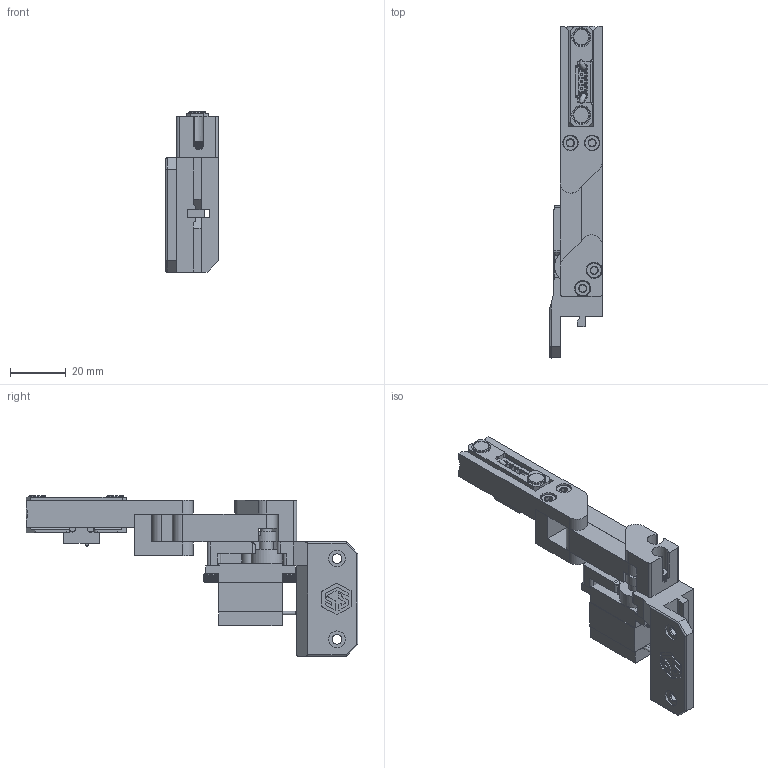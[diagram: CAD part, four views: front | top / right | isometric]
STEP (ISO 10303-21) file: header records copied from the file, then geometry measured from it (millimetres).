
FILE_DESCRIPTION(/* description */ (''),/* implementation_level */ '2;1');
FILE_NAME(/* name */ 'SlideSwipe Assembly.step',/* time_stamp */ '2022-06-03T15:59:51-04:00',/* author */ (''),/* organization */ (''),/* preprocessor_version */ 'ST-DEVELOPER v19',/* originating_system */ 'Autodesk Translation Framework v11.7.0.108',/* authorisation */ '');
FILE_SCHEMA (('AUTOMOTIVE_DESIGN { 1 0 10303 214 3 1 1 }'));
Length unit declared in the file: millimetre
Products named in the file (20): (Unsaved); Arm1; Arm2; Probe; Wire2; Wire1; JST-XH 5-Pin (1); Omron_D2F_F-1; ProbeCarrier; ProbeCarrierBottom; ProbeCarrierTop; 6x3 Magnet; RailMount; RailMountSide; RailMountTop; 91290A111_NO THREADS_Alloy Steel Socket Head Screw; 7mm 4x2 PTFE Tube; 16mm 4x2 PTFE Tube; MG90s; Servo Arm
Assembly tree (29 placements, depth 3):
  (Unsaved)
    Arm1
    Arm2
    Probe
      6x3 Magnet  x2
      91290A111_NO THREADS_Alloy Steel Socket Head Screw
      Wire2
      Wire1
      JST-XH 5-Pin (1)
      Omron_D2F_F-1
    ProbeCarrier
      ProbeCarrierBottom
      ProbeCarrierTop
      91290A111_NO THREADS_Alloy Steel Socket Head Screw  x2
      6x3 Magnet
      16mm 4x2 PTFE Tube  x2
    RailMount
      RailMountSide
      RailMountTop
      91290A111_NO THREADS_Alloy Steel Socket Head Screw  x4
      7mm 4x2 PTFE Tube
      16mm 4x2 PTFE Tube
    MG90s
      Servo Arm
Bounding box: 18.8 x 119.15 x 57.5 mm (x, y, z)
Volume: 33942.7 mm3; surface area: 25773.2 mm2
Topology: 30 solids, 30 shells, 3721 faces, 8725 edges, 5749 vertices
Faces by surface type: plane 3347, cylinder 210, cone 102, bspline 56, torus 6
Full cylindrical faces by diameter (mm): 1 x6, 1.167 x3, 1.6 x5, 1.7 x2, 2 x5, 2.1 x2, 2.2 x1, 2.5 x1, 2.8 x7, 3 x7, 3.5 x6, 4 x4, 4.4 x11, 4.5 x1, 5 x1, 5.5 x7, 5.6 x3, 6 x5, 6.2 x1, 6.9 x1
Entity records: 41660 total; most frequent: CARTESIAN_POINT 9412, ORIENTED_EDGE 6542, DIRECTION 6298, EDGE_CURVE 3271, LINE 2416, VECTOR 2416, VERTEX_POINT 2139, AXIS2_PLACEMENT_3D 1941
